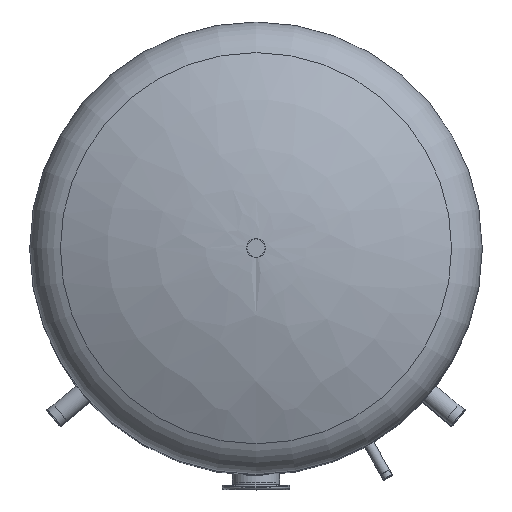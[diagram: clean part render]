
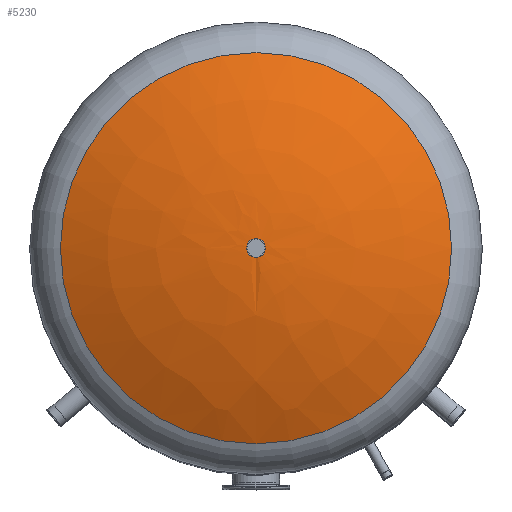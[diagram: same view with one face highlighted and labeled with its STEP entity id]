
A CAD part, top view. The second image highlights one B-rep face of the part: STEP entity #5230.
In plain terms, the highlighted free-form (B-spline) face has degree [2, 2] with [3, 9] control points.
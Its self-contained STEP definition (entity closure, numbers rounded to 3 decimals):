
#23=(
BOUNDED_CURVE()
B_SPLINE_CURVE(2,(#8208,#8209,#8210),.UNSPECIFIED.,.F.,.F.)
B_SPLINE_CURVE_WITH_KNOTS((3,3),(1.126,1.57),
 .UNSPECIFIED.)
CURVE()
GEOMETRIC_REPRESENTATION_ITEM()
RATIONAL_B_SPLINE_CURVE((1.,0.975,1.))
REPRESENTATION_ITEM($)
);
#25=(
BOUNDED_SURFACE()
B_SPLINE_SURFACE(2,2,((#8176,#8177,#8178,#8179,#8180,#8181,#8182,#8183,
#8184),(#8185,#8186,#8187,#8188,#8189,#8190,#8191,#8192,#8193),(#8194,#8195,
#8196,#8197,#8198,#8199,#8200,#8201,#8202)),.UNSPECIFIED.,.F.,.T.,.F.)
B_SPLINE_SURFACE_WITH_KNOTS((3,3),(3,2,2,2,3),(-1.57,-1.126),
(-3.142,-1.571,0.,1.571,3.142),
 .UNSPECIFIED.)
GEOMETRIC_REPRESENTATION_ITEM()
RATIONAL_B_SPLINE_SURFACE(((1.,0.707,1.,0.707,1.,
0.707,1.,0.707,1.),(0.975,0.69,
0.975,0.69,0.975,0.69,
0.975,0.69,0.975),(1.,0.707,
1.,0.707,1.,0.707,1.,0.707,1.)))
REPRESENTATION_ITEM($)
SURFACE()
);
#1269=FACE_OUTER_BOUND($,#1618,.T.);
#1618=EDGE_LOOP($,(#3716,#3717,#3718,#3719));
#2050=CIRCLE($,#5641,518.712);
#2051=CIRCLE($,#5642,518.712);
#2357=VERTEX_POINT($,#8203);
#2358=VERTEX_POINT($,#8204);
#2359=VERTEX_POINT($,#8207);
#2903=EDGE_CURVE($,#2357,#2358,#2050,.T.);
#2904=EDGE_CURVE($,#2358,#2357,#2051,.T.);
#2905=EDGE_CURVE($,#2358,#2359,#23,.T.);
#3716=ORIENTED_EDGE($,*,*,#2903,.F.);
#3717=ORIENTED_EDGE($,*,*,#2904,.F.);
#3718=ORIENTED_EDGE($,*,*,#2905,.T.);
#3719=ORIENTED_EDGE($,*,*,#2905,.F.);
#5230=ADVANCED_FACE($,(#1269),#25,.F.);
#5641=AXIS2_PLACEMENT_3D($,#8205,#6387,#6388);
#5642=AXIS2_PLACEMENT_3D($,#8206,#6389,#6390);
#6387=DIRECTION('center_axis',(0.,0.,
-1.));
#6388=DIRECTION('ref_axis',(-1.,0.,0.));
#6389=DIRECTION('center_axis',(0.,0.,
-1.));
#6390=DIRECTION('ref_axis',(-1.,0.,0.));
#8176=CARTESIAN_POINT('Ctrl Pts',(0.,0.,
2022.));
#8177=CARTESIAN_POINT('Ctrl Pts',(0.,0.,
2022.));
#8178=CARTESIAN_POINT('Ctrl Pts',(0.,0.,
2022.));
#8179=CARTESIAN_POINT('Ctrl Pts',(0.,0.,
2022.));
#8180=CARTESIAN_POINT('Ctrl Pts',(0.,0.,
2022.));
#8181=CARTESIAN_POINT('Ctrl Pts',(0.,0.,
2022.));
#8182=CARTESIAN_POINT('Ctrl Pts',(0.,0.,
2022.));
#8183=CARTESIAN_POINT('Ctrl Pts',(0.,0.,
2022.));
#8184=CARTESIAN_POINT('Ctrl Pts',(0.,0.,
2022.));
#8185=CARTESIAN_POINT('Ctrl Pts',(0.,-272.627,
2021.825));
#8186=CARTESIAN_POINT('Ctrl Pts',(-272.627,-272.627,2021.825));
#8187=CARTESIAN_POINT('Ctrl Pts',(-272.627,0.,
2021.825));
#8188=CARTESIAN_POINT('Ctrl Pts',(-272.627,272.627,2021.825));
#8189=CARTESIAN_POINT('Ctrl Pts',(0.,272.627,
2021.825));
#8190=CARTESIAN_POINT('Ctrl Pts',(272.627,272.627,2021.825));
#8191=CARTESIAN_POINT('Ctrl Pts',(272.627,0.,
2021.825));
#8192=CARTESIAN_POINT('Ctrl Pts',(272.627,-272.627,2021.825));
#8193=CARTESIAN_POINT('Ctrl Pts',(0.,-272.627,
2021.825));
#8194=CARTESIAN_POINT('Ctrl Pts',(0.,-518.712,
1904.488));
#8195=CARTESIAN_POINT('Ctrl Pts',(-518.712,-518.712,1904.488));
#8196=CARTESIAN_POINT('Ctrl Pts',(-518.712,0.,
1904.488));
#8197=CARTESIAN_POINT('Ctrl Pts',(-518.712,518.712,1904.488));
#8198=CARTESIAN_POINT('Ctrl Pts',(0.,518.712,
1904.488));
#8199=CARTESIAN_POINT('Ctrl Pts',(518.712,518.712,1904.488));
#8200=CARTESIAN_POINT('Ctrl Pts',(518.712,0.,
1904.488));
#8201=CARTESIAN_POINT('Ctrl Pts',(518.712,-518.712,1904.488));
#8202=CARTESIAN_POINT('Ctrl Pts',(0.,-518.712,
1904.488));
#8203=CARTESIAN_POINT('',(-518.712,0.,1904.488));
#8204=CARTESIAN_POINT('',(0.,-518.712,1904.488));
#8205=CARTESIAN_POINT('Origin',(0.,0.,
1904.488));
#8206=CARTESIAN_POINT('Origin',(0.,0.,
1904.488));
#8207=CARTESIAN_POINT('',(0.,0.,2022.));
#8208=CARTESIAN_POINT('Ctrl Pts',(0.,-518.712,
1904.488));
#8209=CARTESIAN_POINT('Ctrl Pts',(0.,-272.627,
2021.825));
#8210=CARTESIAN_POINT('Ctrl Pts',(0.,0.,
2022.));
